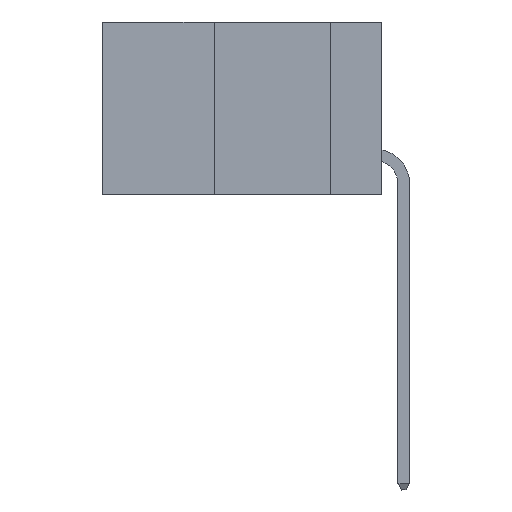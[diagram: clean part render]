
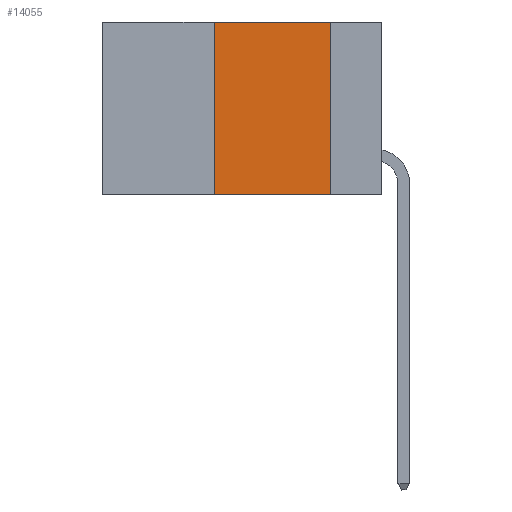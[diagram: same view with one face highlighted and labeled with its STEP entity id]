
A CAD part, left-side view. The second image highlights one B-rep face of the part: STEP entity #14055.
In plain terms, the highlighted planar face has unit normal (-1, 0, 0).
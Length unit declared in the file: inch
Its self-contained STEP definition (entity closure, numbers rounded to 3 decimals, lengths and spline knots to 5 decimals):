
#175 = CARTESIAN_POINT ( 'NONE',  ( 0., 0.6, 0. ) ) ;
#887 = CARTESIAN_POINT ( 'NONE',  ( 0., 0.36, 0. ) ) ;
#1338 = CARTESIAN_POINT ( 'NONE',  ( 0., 0.11, -0.37 ) ) ;
#1765 = DIRECTION ( 'NONE',  ( 0., 0., -1. ) ) ;
#2967 = LINE ( 'NONE', #5171, #16014 ) ;
#3110 = CARTESIAN_POINT ( 'NONE',  ( 0., 0.6, 0. ) ) ;
#4561 = CARTESIAN_POINT ( 'NONE',  ( 0., 0.6, -0.37 ) ) ;
#4680 = FACE_OUTER_BOUND ( 'NONE', #19344, .T. ) ;
#5011 = ORIENTED_EDGE ( 'NONE', *, *, #7562, .F. ) ;
#5171 = CARTESIAN_POINT ( 'NONE',  ( 0., 0.36, 0. ) ) ;
#6190 = VERTEX_POINT ( 'NONE', #11511 ) ;
#6280 = ORIENTED_EDGE ( 'NONE', *, *, #15034, .F. ) ;
#7502 = EDGE_CURVE ( 'NONE', #6190, #19539, #13110, .T. ) ;
#7562 = EDGE_CURVE ( 'NONE', #15268, #6190, #7954, .T. ) ;
#7954 = LINE ( 'NONE', #3110, #16092 ) ;
#10409 = PLANE ( 'NONE',  #16272 ) ;
#11511 = CARTESIAN_POINT ( 'NONE',  ( 0., 0.11, 0. ) ) ;
#13110 = LINE ( 'NONE', #21327, #13655 ) ;
#13655 = VECTOR ( 'NONE', #1765, 39.37008 ) ;
#14055 = ADVANCED_FACE ( 'NONE', ( #4680 ), #10409, .F. ) ;
#14085 = DIRECTION ( 'NONE',  ( 0., 0., -1. ) ) ;
#14934 = EDGE_CURVE ( 'NONE', #18693, #19539, #18738, .T. ) ;
#15034 = EDGE_CURVE ( 'NONE', #18693, #15268, #2967, .T. ) ;
#15268 = VERTEX_POINT ( 'NONE', #887 ) ;
#15423 = DIRECTION ( 'NONE',  ( 0., -1., 0. ) ) ;
#15643 = ORIENTED_EDGE ( 'NONE', *, *, #7502, .F. ) ;
#15756 = VECTOR ( 'NONE', #20024, 39.37008 ) ;
#16014 = VECTOR ( 'NONE', #17861, 39.37008 ) ;
#16092 = VECTOR ( 'NONE', #15423, 39.37008 ) ;
#16272 = AXIS2_PLACEMENT_3D ( 'NONE', #175, #20915, #14085 ) ;
#17195 = ORIENTED_EDGE ( 'NONE', *, *, #14934, .T. ) ;
#17861 = DIRECTION ( 'NONE',  ( 0., 0., 1. ) ) ;
#18144 = CARTESIAN_POINT ( 'NONE',  ( 0., 0.36, -0.37 ) ) ;
#18693 = VERTEX_POINT ( 'NONE', #18144 ) ;
#18738 = LINE ( 'NONE', #4561, #15756 ) ;
#19344 = EDGE_LOOP ( 'NONE', ( #15643, #5011, #6280, #17195 ) ) ;
#19539 = VERTEX_POINT ( 'NONE', #1338 ) ;
#20024 = DIRECTION ( 'NONE',  ( 0., -1., 0. ) ) ;
#20915 = DIRECTION ( 'NONE',  ( 1., 0., 0. ) ) ;
#21327 = CARTESIAN_POINT ( 'NONE',  ( 0., 0.11, 0. ) ) ;
